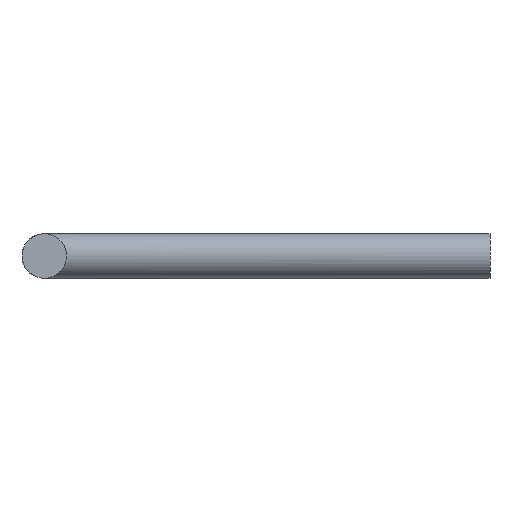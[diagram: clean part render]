
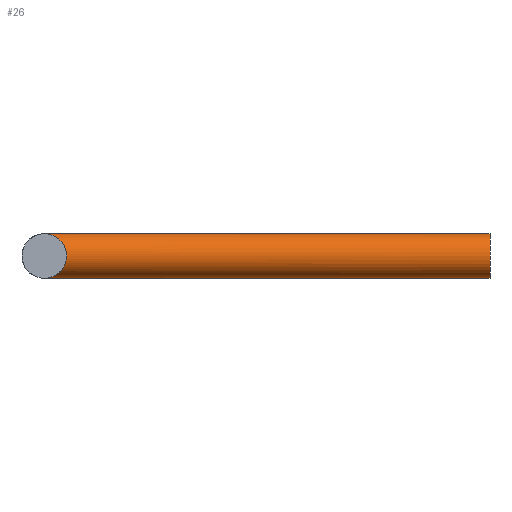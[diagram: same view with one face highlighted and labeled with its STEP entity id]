
A CAD part, front view. The second image highlights one B-rep face of the part: STEP entity #26.
In plain terms, the highlighted cylindrical face has radius 5 mm (diameter 10 mm), a partial arc.
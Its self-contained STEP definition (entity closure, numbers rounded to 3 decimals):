
#1 = CYLINDRICAL_SURFACE ( 'NONE', #71, 5. ) ;
#3 = ORIENTED_EDGE ( 'NONE', *, *, #172, .T. ) ;
#12 = AXIS2_PLACEMENT_3D ( 'NONE', #83, #13, #86 ) ;
#13 = DIRECTION ( 'NONE',  ( -1., 0., 0. ) ) ;
#25 = CARTESIAN_POINT ( 'NONE',  ( -11.1, 150., 0. ) ) ;
#26 = ADVANCED_FACE ( 'NONE', ( #165 ), #1, .T. ) ;
#38 = ORIENTED_EDGE ( 'NONE', *, *, #133, .T. ) ;
#46 = CARTESIAN_POINT ( 'NONE',  ( 0., 150., 5. ) ) ;
#50 = CARTESIAN_POINT ( 'NONE',  ( 0., 150., -5. ) ) ;
#67 = CARTESIAN_POINT ( 'NONE',  ( 10., 140., 5. ) ) ;
#70 = DIRECTION ( 'NONE',  ( 1., 0., 0. ) ) ;
#71 = AXIS2_PLACEMENT_3D ( 'NONE', #25, #115, #198 ) ;
#83 = CARTESIAN_POINT ( 'NONE',  ( 100., 150., 0. ) ) ;
#86 = DIRECTION ( 'NONE',  ( 0., 0., 1. ) ) ;
#91 = EDGE_LOOP ( 'NONE', ( #94, #3, #38, #180 ) ) ;
#94 = ORIENTED_EDGE ( 'NONE', *, *, #199, .F. ) ;
#99 = VECTOR ( 'NONE', #153, 1000. ) ;
#107 = VERTEX_POINT ( 'NONE', #223 ) ;
#112 = EDGE_CURVE ( 'NONE', #149, #212, #178, .T. ) ;
#115 = DIRECTION ( 'NONE',  ( 1., 0., 0. ) ) ;
#116 = CARTESIAN_POINT ( 'NONE',  ( 100., 150., 5. ) ) ;
#130 = VERTEX_POINT ( 'NONE', #46 ) ;
#131 = VECTOR ( 'NONE', #70, 1000. ) ;
#133 = EDGE_CURVE ( 'NONE', #107, #149, #187, .T. ) ;
#144 =( BOUNDED_CURVE ( )  B_SPLINE_CURVE ( 3, ( #205, #67, #162, #50 ),
 .UNSPECIFIED., .F., .T. ) 
 B_SPLINE_CURVE_WITH_KNOTS ( ( 4, 4 ),
 ( 1.571, 4.712 ),
 .UNSPECIFIED. ) 
 CURVE ( )  GEOMETRIC_REPRESENTATION_ITEM ( )  RATIONAL_B_SPLINE_CURVE ( ( 1., 0.333, 0.333, 1. ) ) 
 REPRESENTATION_ITEM ( '' )  );
#149 = VERTEX_POINT ( 'NONE', #176 ) ;
#153 = DIRECTION ( 'NONE',  ( 1., 0., 0. ) ) ;
#162 = CARTESIAN_POINT ( 'NONE',  ( 10., 140., -5. ) ) ;
#165 = FACE_OUTER_BOUND ( 'NONE', #91, .T. ) ;
#172 = EDGE_CURVE ( 'NONE', #130, #107, #144, .T. ) ;
#176 = CARTESIAN_POINT ( 'NONE',  ( 100., 150., -5. ) ) ;
#178 = CIRCLE ( 'NONE', #12, 5. ) ;
#180 = ORIENTED_EDGE ( 'NONE', *, *, #112, .T. ) ;
#187 = LINE ( 'NONE', #215, #99 ) ;
#198 = DIRECTION ( 'NONE',  ( 0., 0., -1. ) ) ;
#199 = EDGE_CURVE ( 'NONE', #130, #212, #200, .T. ) ;
#200 = LINE ( 'NONE', #221, #131 ) ;
#205 = CARTESIAN_POINT ( 'NONE',  ( 0., 150., 5. ) ) ;
#212 = VERTEX_POINT ( 'NONE', #116 ) ;
#215 = CARTESIAN_POINT ( 'NONE',  ( -11.1, 150., -5. ) ) ;
#221 = CARTESIAN_POINT ( 'NONE',  ( -11.1, 150., 5. ) ) ;
#223 = CARTESIAN_POINT ( 'NONE',  ( 0., 150., -5. ) ) ;
